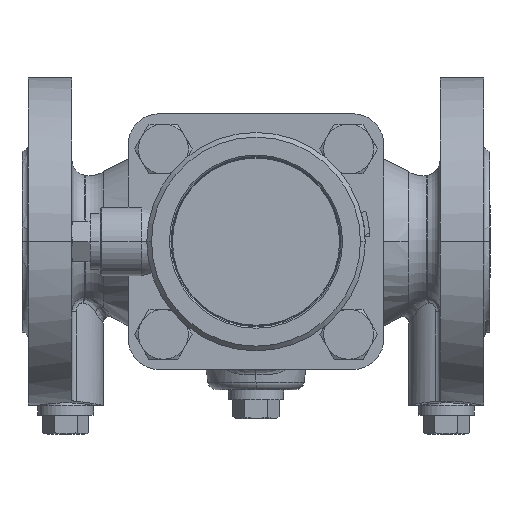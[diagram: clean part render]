
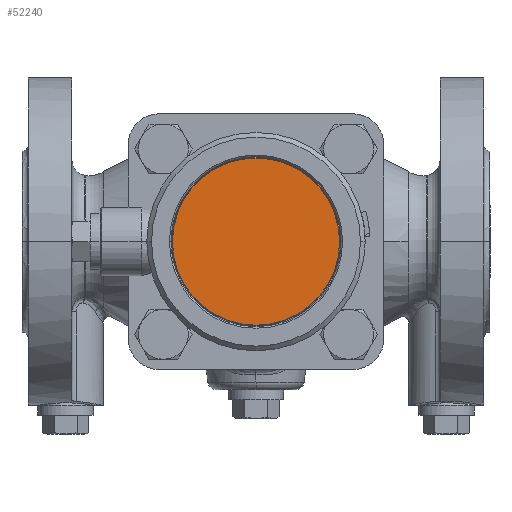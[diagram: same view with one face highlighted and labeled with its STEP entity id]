
A CAD part, front view. The second image highlights one B-rep face of the part: STEP entity #52240.
In plain terms, the highlighted face is planar.
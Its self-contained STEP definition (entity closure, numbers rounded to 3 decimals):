
#52069=CARTESIAN_POINT('',(0.,7.,
0.));
#52070=DIRECTION('',(0.,1.,0.));
#52071=DIRECTION('',(1.,0.,0.));
#52072=AXIS2_PLACEMENT_3D('',#52069,#52070,#52071);
#52074=CARTESIAN_POINT('',(0.,7.,
0.));
#52075=DIRECTION('',(0.,1.,0.));
#52076=DIRECTION('',(-1.,0.,0.));
#52077=AXIS2_PLACEMENT_3D('',#52074,#52075,#52076);
#52221=CARTESIAN_POINT('',(26.8,7.,0.));
#52222=CARTESIAN_POINT('',(-26.8,7.,0.));
#52223=VERTEX_POINT('',#52221);
#52224=VERTEX_POINT('',#52222);
#52229=CARTESIAN_POINT('',(0.,7.,0.));
#52230=DIRECTION('',(0.,-1.,0.));
#52231=DIRECTION('',(-1.,0.,0.));
#52232=AXIS2_PLACEMENT_3D('',#52229,#52230,#52231);
#52233=PLANE('',#52232);
#52235=ORIENTED_EDGE('',*,*,#52234,.F.);
#52237=ORIENTED_EDGE('',*,*,#52236,.F.);
#52238=EDGE_LOOP('',(#52235,#52237));
#52239=FACE_OUTER_BOUND('',#52238,.F.);
#52240=ADVANCED_FACE('',(#52239),#52233,.F.);
#52073=CIRCLE('',#52072,26.8);
#52078=CIRCLE('',#52077,26.8);
#52234=EDGE_CURVE('',#52223,#52224,#52073,.T.);
#52236=EDGE_CURVE('',#52224,#52223,#52078,.T.);
